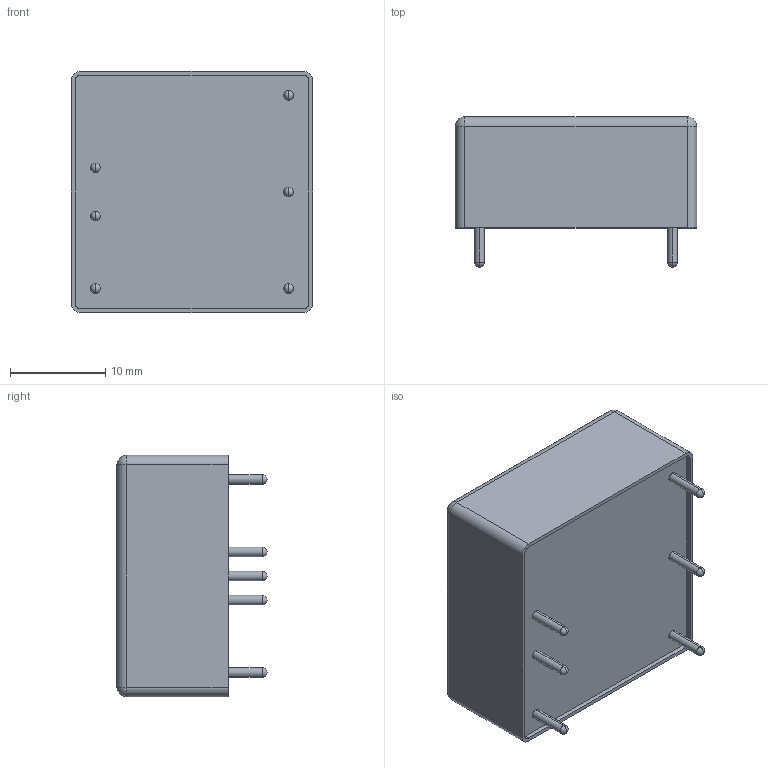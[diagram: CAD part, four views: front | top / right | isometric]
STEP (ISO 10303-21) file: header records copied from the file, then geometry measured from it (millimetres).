
FILE_DESCRIPTION (( 'STEP AP214' ), '1' );
FILE_NAME ('URA2405YMD-10WR3.STEP', '2021-04-08T03:38:11', ( '' ), ( '' ), 'SwSTEP 2.0', 'SolidWorks 2017', '' );
FILE_SCHEMA (( 'AUTOMOTIVE_DESIGN' ));
Length unit declared in the file: millimetre
Products named in the file (1): URA2405YMD-10WR3
Bounding box: 25.4 x 15.8 x 25.4 mm (x, y, z)
Volume: 7235.7 mm3; surface area: 2571 mm2
Topology: 13 solids, 13 shells, 99 faces, 208 edges, 126 vertices
Faces by surface type: cylinder 48, plane 35, sphere 16
Entity records: 2600 total; most frequent: DIRECTION 488, CARTESIAN_POINT 394, ORIENTED_EDGE 360, AXIS2_PLACEMENT_3D 208, EDGE_CURVE 180, VERTEX_POINT 114, CIRCLE 108, EDGE_LOOP 106
